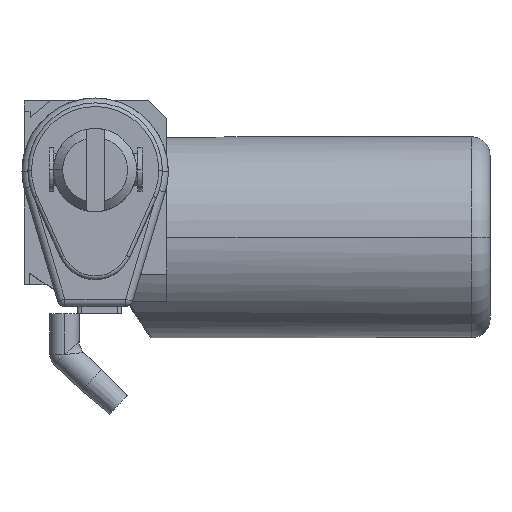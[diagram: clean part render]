
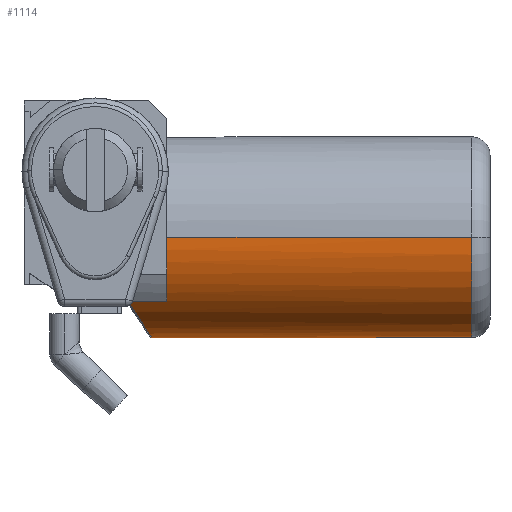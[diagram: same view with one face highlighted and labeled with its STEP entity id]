
A CAD part, top view. The second image highlights one B-rep face of the part: STEP entity #1114.
In plain terms, the highlighted cylindrical face has radius 34.925 mm (diameter 69.85 mm), a partial arc.
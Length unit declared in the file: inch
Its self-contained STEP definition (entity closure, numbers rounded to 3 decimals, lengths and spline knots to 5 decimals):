
#308 = CARTESIAN_POINT ( 'NONE',  ( -6.06243, -0.63148, -1.22142 ) ) ;
#487 = ORIENTED_EDGE ( 'NONE', *, *, #3886, .T. ) ;
#514 = LINE ( 'NONE', #3320, #3914 ) ;
#546 =( BOUNDED_CURVE ( )  B_SPLINE_CURVE ( 3, ( #1637, #6147, #5518, #4889 ),
 .UNSPECIFIED., .F., .F. ) 
 B_SPLINE_CURVE_WITH_KNOTS ( ( 4, 4 ),
 ( 0., 0.918 ),
 .UNSPECIFIED. ) 
 CURVE ( )  GEOMETRIC_REPRESENTATION_ITEM ( )  RATIONAL_B_SPLINE_CURVE ( ( 1., 0.931, 0.931, 1. ) ) 
 REPRESENTATION_ITEM ( '' )  );
#558 = DIRECTION ( 'NONE',  ( 1., 0., 0. ) ) ;
#675 = CARTESIAN_POINT ( 'NONE',  ( -6.37, -0.63148, -1.22142 ) ) ;
#783 = CARTESIAN_POINT ( 'NONE',  ( -4.42, 0., 0. ) ) ;
#789 = DIRECTION ( 'NONE',  ( 1., 0., 0. ) ) ;
#804 = ORIENTED_EDGE ( 'NONE', *, *, #7665, .T. ) ;
#931 = EDGE_CURVE ( 'NONE', #5238, #2511, #7175, .T. ) ;
#981 = CARTESIAN_POINT ( 'NONE',  ( -5.95699, -0.70308, -1.1844 ) ) ;
#1042 = CARTESIAN_POINT ( 'NONE',  ( -5.85673, -0.77116, -1.14124 ) ) ;
#1114 = ADVANCED_FACE ( 'NONE', ( #7613 ), #5377, .T. ) ;
#1160 = CARTESIAN_POINT ( 'NONE',  ( -6.37, 0., 1.375 ) ) ;
#1180 = CARTESIAN_POINT ( 'NONE',  ( -5.76243, -0.83519, -1.09229 ) ) ;
#1262 = EDGE_CURVE ( 'NONE', #5331, #4007, #6801, .T. ) ;
#1373 = DIRECTION ( 'NONE',  ( 0., 0., -1. ) ) ;
#1440 = DIRECTION ( 'NONE',  ( -1., 0., 0. ) ) ;
#1637 = CARTESIAN_POINT ( 'NONE',  ( -4.62655, -1.375, 0. ) ) ;
#1643 = ORIENTED_EDGE ( 'NONE', *, *, #2146, .T. ) ;
#1701 = VERTEX_POINT ( 'NONE', #1970 ) ;
#1707 = CARTESIAN_POINT ( 'NONE',  ( -4.42, 0., 1.375 ) ) ;
#1849 = DIRECTION ( 'NONE',  ( -1., 0., 0. ) ) ;
#1879 = CARTESIAN_POINT ( 'NONE',  ( -4.42, -0.505, 1.27891 ) ) ;
#1913 = AXIS2_PLACEMENT_3D ( 'NONE', #4455, #4516, #5092 ) ;
#1937 = VERTEX_POINT ( 'NONE', #4049 ) ;
#1970 = CARTESIAN_POINT ( 'NONE',  ( -4.95074, -0.875, 1.06066 ) ) ;
#2124 = VERTEX_POINT ( 'NONE', #2729 ) ;
#2146 = EDGE_CURVE ( 'NONE', #4707, #5331, #8451, .T. ) ;
#2323 = DIRECTION ( 'NONE',  ( 0., 0., -1. ) ) ;
#2405 = CIRCLE ( 'NONE', #4473, 1.375 ) ;
#2511 = VERTEX_POINT ( 'NONE', #3086 ) ;
#2729 = CARTESIAN_POINT ( 'NONE',  ( -4.97655, -0.83519, -1.09229 ) ) ;
#2778 = DIRECTION ( 'NONE',  ( 1., 0., 0. ) ) ;
#2902 = CARTESIAN_POINT ( 'NONE',  ( -4.62655, -1.375, 0. ) ) ;
#2977 = VERTEX_POINT ( 'NONE', #2902 ) ;
#2984 = CARTESIAN_POINT ( 'NONE',  ( -5.76243, -0.83519, -1.09229 ) ) ;
#3068 = VERTEX_POINT ( 'NONE', #1180 ) ;
#3086 = CARTESIAN_POINT ( 'NONE',  ( -0.25, 0., -1.375 ) ) ;
#3319 = LINE ( 'NONE', #5222, #6737 ) ;
#3320 = CARTESIAN_POINT ( 'NONE',  ( -6.37, -0.83519, -1.09229 ) ) ;
#3400 = CARTESIAN_POINT ( 'NONE',  ( -0.25, 0., 0. ) ) ;
#3441 = ORIENTED_EDGE ( 'NONE', *, *, #5305, .F. ) ;
#3446 = DIRECTION ( 'NONE',  ( 0., 0., 1. ) ) ;
#3559 = CARTESIAN_POINT ( 'NONE',  ( -4.42, -0.875, 1.06066 ) ) ;
#3597 = DIRECTION ( 'NONE',  ( 1., 0., 0. ) ) ;
#3886 = EDGE_CURVE ( 'NONE', #2124, #3068, #514, .T. ) ;
#3914 = VECTOR ( 'NONE', #5447, 39.37008 ) ;
#4007 = VERTEX_POINT ( 'NONE', #3559 ) ;
#4049 = CARTESIAN_POINT ( 'NONE',  ( -6.37, -0.63148, -1.22142 ) ) ;
#4116 = CARTESIAN_POINT ( 'NONE',  ( -4.74196, -1.19701, 0.79502 ) ) ;
#4455 = CARTESIAN_POINT ( 'NONE',  ( -6.37, 0., 0. ) ) ;
#4473 = AXIS2_PLACEMENT_3D ( 'NONE', #6285, #3597, #2323 ) ;
#4516 = DIRECTION ( 'NONE',  ( 1., 0., 0. ) ) ;
#4526 = DIRECTION ( 'NONE',  ( 1., 0., 0. ) ) ;
#4707 = VERTEX_POINT ( 'NONE', #1707 ) ;
#4737 = CARTESIAN_POINT ( 'NONE',  ( -4.42, 0., 0. ) ) ;
#4806 = VERTEX_POINT ( 'NONE', #6239 ) ;
#4876 = CARTESIAN_POINT ( 'NONE',  ( -4.62655, -1.375, 0.41744 ) ) ;
#4889 = CARTESIAN_POINT ( 'NONE',  ( -4.97655, -0.83519, -1.09229 ) ) ;
#4986 = ORIENTED_EDGE ( 'NONE', *, *, #5401, .T. ) ;
#5092 = DIRECTION ( 'NONE',  ( 0., 0., -1. ) ) ;
#5098 = AXIS2_PLACEMENT_3D ( 'NONE', #3400, #7274, #1373 ) ;
#5191 = LINE ( 'NONE', #675, #8055 ) ;
#5222 = CARTESIAN_POINT ( 'NONE',  ( -6.37, -0.875, 1.06066 ) ) ;
#5238 = VERTEX_POINT ( 'NONE', #7123 ) ;
#5305 = EDGE_CURVE ( 'NONE', #4707, #4806, #5310, .T. ) ;
#5310 = LINE ( 'NONE', #1160, #6120 ) ;
#5331 = VERTEX_POINT ( 'NONE', #1879 ) ;
#5377 = CYLINDRICAL_SURFACE ( 'NONE', #1913, 1.375 ) ;
#5401 = EDGE_CURVE ( 'NONE', #4007, #1701, #3319, .T. ) ;
#5447 = DIRECTION ( 'NONE',  ( -1., 0., 0. ) ) ;
#5483 = CIRCLE ( 'NONE', #5098, 1.375 ) ;
#5518 = CARTESIAN_POINT ( 'NONE',  ( -4.75186, -1.18173, -0.82732 ) ) ;
#5797 = CARTESIAN_POINT ( 'NONE',  ( -6.37, 0., -1.375 ) ) ;
#5805 = CARTESIAN_POINT ( 'NONE',  ( -6.06243, -0.63148, -1.22142 ) ) ;
#5832 = EDGE_CURVE ( 'NONE', #2511, #4806, #5483, .T. ) ;
#5900 = EDGE_CURVE ( 'NONE', #7583, #1937, #5191, .T. ) ;
#6052 = ORIENTED_EDGE ( 'NONE', *, *, #1262, .T. ) ;
#6085 = CARTESIAN_POINT ( 'NONE',  ( -4.95074, -0.875, 1.06066 ) ) ;
#6120 = VECTOR ( 'NONE', #4526, 39.37008 ) ;
#6147 = CARTESIAN_POINT ( 'NONE',  ( -4.62655, -1.375, -0.43623 ) ) ;
#6239 = CARTESIAN_POINT ( 'NONE',  ( -0.25, 0., 1.375 ) ) ;
#6243 = AXIS2_PLACEMENT_3D ( 'NONE', #4737, #789, #6743 ) ;
#6249 = ORIENTED_EDGE ( 'NONE', *, *, #7348, .T. ) ;
#6285 = CARTESIAN_POINT ( 'NONE',  ( -6.37, 0., 0. ) ) ;
#6449 = VECTOR ( 'NONE', #558, 39.37008 ) ;
#6519 =( BOUNDED_CURVE ( )  B_SPLINE_CURVE ( 3, ( #2984, #1042, #981, #308 ),
 .UNSPECIFIED., .F., .F. ) 
 B_SPLINE_CURVE_WITH_KNOTS ( ( 4, 4 ),
 ( 0.918, 1.09364 ),
 .UNSPECIFIED. ) 
 CURVE ( )  GEOMETRIC_REPRESENTATION_ITEM ( )  RATIONAL_B_SPLINE_CURVE ( ( 1., 0.997, 0.997, 1. ) ) 
 REPRESENTATION_ITEM ( '' )  );
#6728 = EDGE_CURVE ( 'NONE', #1937, #5238, #2405, .T. ) ;
#6737 = VECTOR ( 'NONE', #1849, 39.37008 ) ;
#6738 = CARTESIAN_POINT ( 'NONE',  ( -4.62655, -1.375, 0. ) ) ;
#6743 = DIRECTION ( 'NONE',  ( 0., 0., 1. ) ) ;
#6750 = ORIENTED_EDGE ( 'NONE', *, *, #931, .T. ) ;
#6801 = CIRCLE ( 'NONE', #7146, 1.375 ) ;
#6818 = EDGE_CURVE ( 'NONE', #3068, #7583, #6519, .T. ) ;
#6967 = ORIENTED_EDGE ( 'NONE', *, *, #5832, .T. ) ;
#7123 = CARTESIAN_POINT ( 'NONE',  ( -6.37, 0., -1.375 ) ) ;
#7146 = AXIS2_PLACEMENT_3D ( 'NONE', #783, #2778, #3446 ) ;
#7175 = LINE ( 'NONE', #5797, #6449 ) ;
#7274 = DIRECTION ( 'NONE',  ( -1., 0., 0. ) ) ;
#7348 = EDGE_CURVE ( 'NONE', #2977, #2124, #546, .T. ) ;
#7388 = EDGE_LOOP ( 'NONE', ( #3441, #1643, #6052, #4986, #804, #6249, #487, #7593, #7620, #8444, #6750, #6967 ) ) ;
#7583 = VERTEX_POINT ( 'NONE', #5805 ) ;
#7593 = ORIENTED_EDGE ( 'NONE', *, *, #6818, .T. ) ;
#7613 = FACE_OUTER_BOUND ( 'NONE', #7388, .T. ) ;
#7620 = ORIENTED_EDGE ( 'NONE', *, *, #5900, .T. ) ;
#7665 = EDGE_CURVE ( 'NONE', #1701, #2977, #8305, .T. ) ;
#8055 = VECTOR ( 'NONE', #1440, 39.37008 ) ;
#8305 =( BOUNDED_CURVE ( )  B_SPLINE_CURVE ( 3, ( #6085, #4116, #4876, #6738 ),
 .UNSPECIFIED., .F., .F. ) 
 B_SPLINE_CURVE_WITH_KNOTS ( ( 4, 4 ),
 ( 5.40216, 6.28319 ),
 .UNSPECIFIED. ) 
 CURVE ( )  GEOMETRIC_REPRESENTATION_ITEM ( )  RATIONAL_B_SPLINE_CURVE ( ( 1., 0.936, 0.936, 1. ) ) 
 REPRESENTATION_ITEM ( '' )  );
#8444 = ORIENTED_EDGE ( 'NONE', *, *, #6728, .T. ) ;
#8451 = CIRCLE ( 'NONE', #6243, 1.375 ) ;
